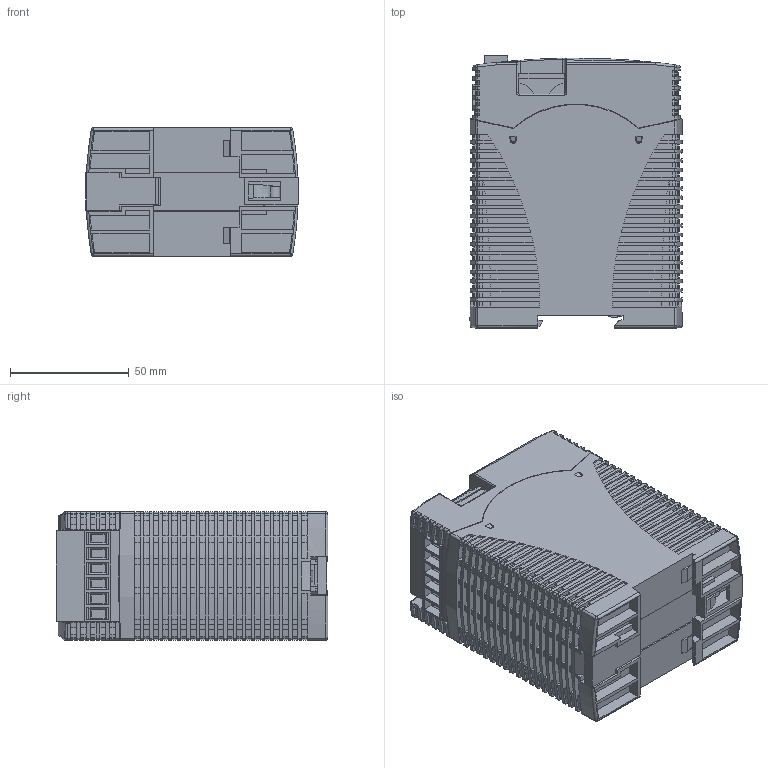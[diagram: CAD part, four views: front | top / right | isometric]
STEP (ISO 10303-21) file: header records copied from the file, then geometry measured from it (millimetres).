
FILE_DESCRIPTION((''),'2;1');
FILE_NAME('DRU30_20140220_01','2014-02-20T',('rd13'),(''),'PRO/ENGINEER BY PARAMETRIC TECHNOLOGY CORPORATION, 2008230','PRO/ENGINEER BY PARAMETRIC TECHNOLOGY CORPORATION, 2008230','');
FILE_SCHEMA(('AUTOMOTIVE_DESIGN_CC2 { 1 2 10303 214 -1 1 5 2 }'));
Products named in the file (1): DRU30_20140220_01
Bounding box: 89.44 x 114.39 x 54 mm (x, y, z)
Volume: 475772.9 mm3; surface area: 78003.4 mm2
Topology: 4 solids, 9 shells, 2615 faces, 7592 edges, 4990 vertices
Faces by surface type: plane 1622, cylinder 904, bspline 30, torus 22, sphere 20, extrusion 9, cone 8
Entity records: 89518 total; most frequent: CARTESIAN_POINT 18142, ORIENTED_EDGE 15172, DIRECTION 14422, EDGE_CURVE 7586, VECTOR 5460, LINE 5451, VERTEX_POINT 4990, AXIS2_PLACEMENT_3D 4481
